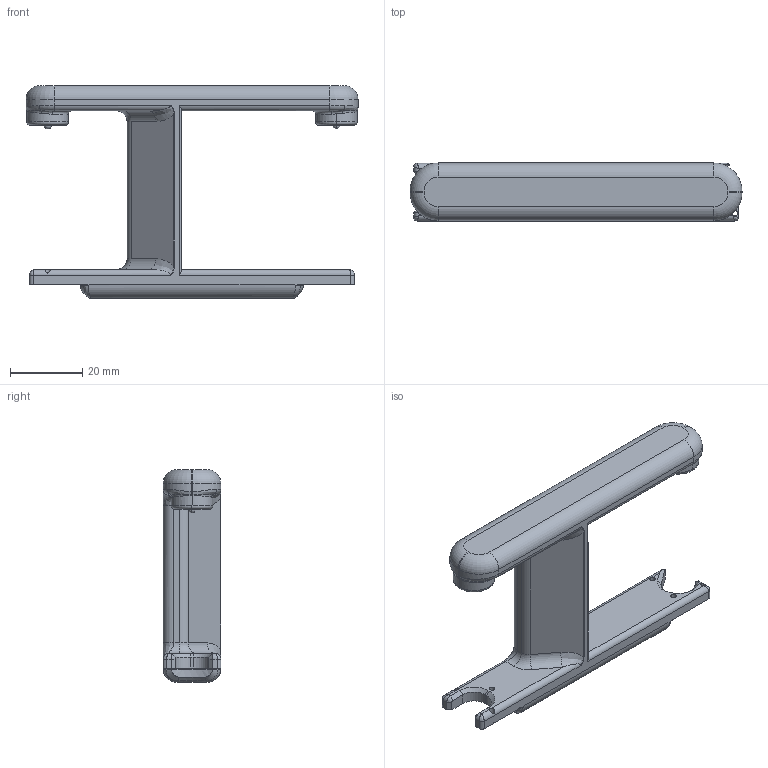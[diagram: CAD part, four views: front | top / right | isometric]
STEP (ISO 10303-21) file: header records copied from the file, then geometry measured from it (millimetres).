
FILE_DESCRIPTION (( 'STEP AP214' ), '1' );
FILE_NAME ('femur.STEP', '2022-11-02T20:55:36', ( '' ), ( '' ), 'SwSTEP 2.0', 'SolidWorks 2021', '' );
FILE_SCHEMA (( 'AUTOMOTIVE_DESIGN' ));
Length unit declared in the file: millimetre
Products named in the file (1): femur
Bounding box: 92 x 16 x 59 mm (x, y, z)
Volume: 23275.1 mm3; surface area: 9584.1 mm2
Topology: 1 solids, 1 shells, 186 faces, 478 edges, 287 vertices
Faces by surface type: cylinder 64, bspline 47, plane 39, torus 27, cone 9
Entity records: 8305 total; most frequent: CARTESIAN_POINT 4137, ORIENTED_EDGE 946, DIRECTION 778, EDGE_CURVE 473, AXIS2_PLACEMENT_3D 310, VERTEX_POINT 287, EDGE_LOOP 196, ADVANCED_FACE 186
